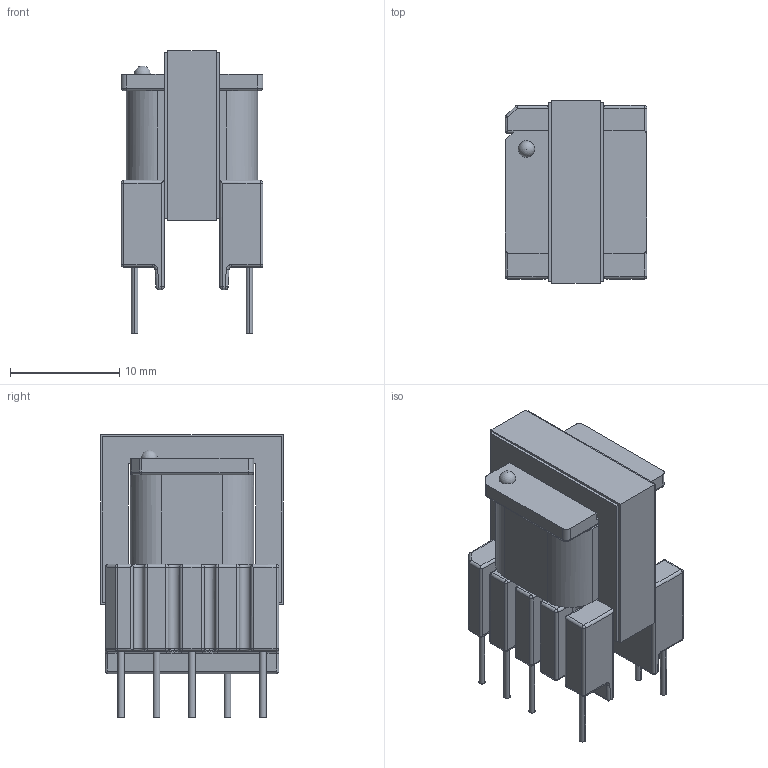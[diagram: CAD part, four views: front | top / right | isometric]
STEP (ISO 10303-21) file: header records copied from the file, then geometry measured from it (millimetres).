
FILE_DESCRIPTION(/* description */ ('Unknown'),/* implementation_level */ '2;1');
FILE_NAME(/* name */ 'T_Wurth_WE-OLSTM-EE16_7_5_750315363',/* time_stamp */ '2025-10-20T15:17:58+08:00',/* author */ ('Unknown'),/* organization */ ('Unknown'),/* preprocessor_version */ 'ST-DEVELOPER v19.4',/* originating_system */ 'Solid Edge',/* authorisation */ 'Unknown');
FILE_SCHEMA (('AUTOMOTIVE_DESIGN {1 0 10303 214 3 1 1}'));
Length unit declared in the file: millimetre
Products named in the file (2): T_Wurth_WE-OLSTM-EE16_7_5_750315363
Assembly tree (1 placements, depth 2):
  T_Wurth_WE-OLSTM-EE16_7_5_750315363
    T_Wurth_WE-OLSTM-EE16_7_5_750315363
Bounding box: 13 x 16.72 x 25.86 mm (x, y, z)
Volume: 2847.2 mm3; surface area: 3063.7 mm2
Topology: 2 solids, 2 shells, 357 faces, 858 edges, 472 vertices
Faces by surface type: cylinder 142, plane 118, sphere 42, bspline 28, torus 27
Entity records: 13965 total; most frequent: CARTESIAN_POINT 3580, DIRECTION 1654, ORIENTED_EDGE 1630, EDGE_CURVE 815, AXIS2_PLACEMENT_3D 621, VERTEX_POINT 471, LINE 412, VECTOR 412
